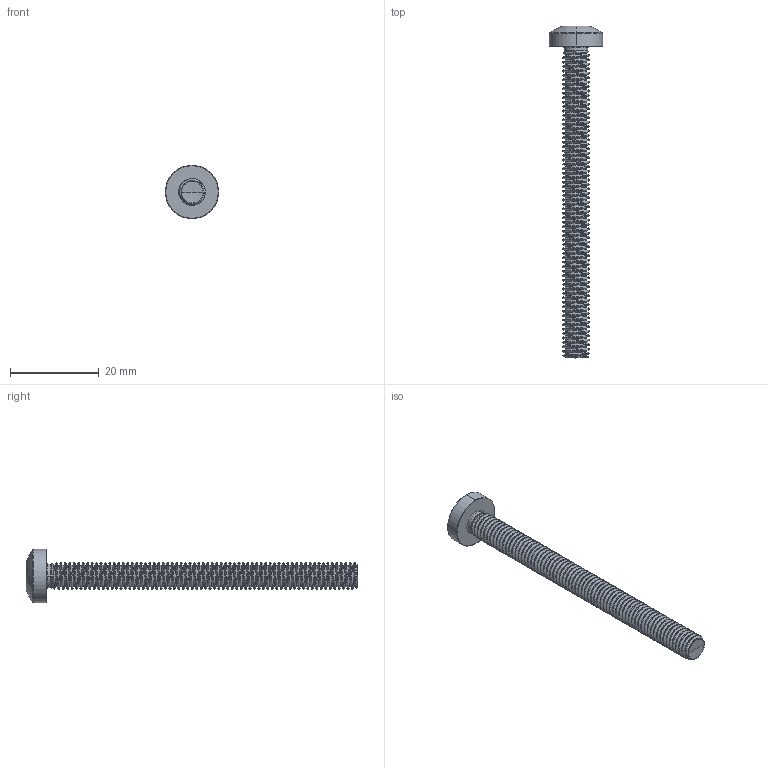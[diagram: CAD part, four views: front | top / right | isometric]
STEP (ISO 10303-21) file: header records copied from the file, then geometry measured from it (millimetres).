
FILE_DESCRIPTION (( 'STEP AP203' ), '1' );
FILE_NAME ('STM390600700.STEP', '2020-12-23T18:06:47', ( '' ), ( '' ), 'SwSTEP 2.0', 'SolidWorks 2015', '' );
FILE_SCHEMA (( 'CONFIG_CONTROL_DESIGN' ));
Length unit declared in the file: millimetre
Products named in the file (2): STM390600700
Bounding box: 12 x 74.6 x 12 mm (x, y, z)
Volume: 1990.1 mm3; surface area: 2363.7 mm2
Topology: 1 solids, 1 shells, 210 faces, 588 edges, 380 vertices
Faces by surface type: cylinder 159, bspline 18, torus 13, cone 13, sphere 4, plane 3
Entity records: 43328 total; most frequent: CARTESIAN_POINT 38818, ORIENTED_EDGE 1164, DIRECTION 678, EDGE_CURVE 582, VERTEX_POINT 378, AXIS2_PLACEMENT_3D 255, EDGE_LOOP 210, ADVANCED_FACE 208
